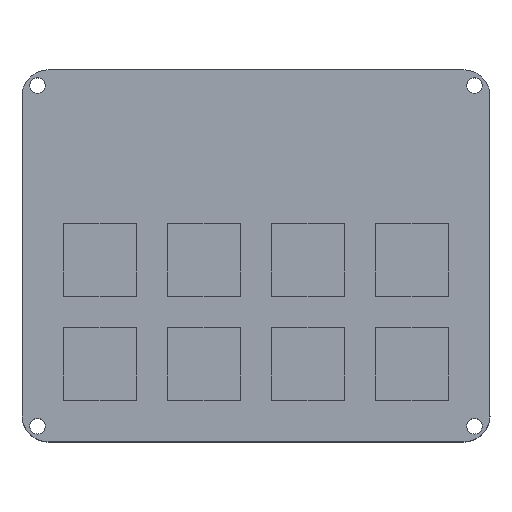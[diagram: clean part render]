
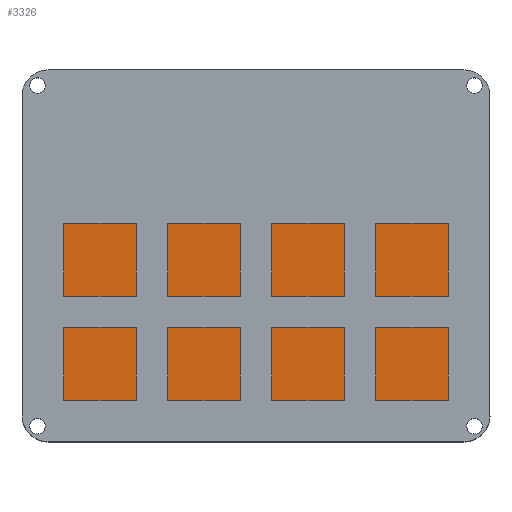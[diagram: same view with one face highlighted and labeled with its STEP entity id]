
A CAD part, top view. The second image highlights one B-rep face of the part: STEP entity #3326.
In plain terms, the highlighted planar face has unit normal (0, 0, 1).
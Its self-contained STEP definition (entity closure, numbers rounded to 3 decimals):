
#371=FACE_OUTER_BOUND('',#561,.T.);
#561=EDGE_LOOP('',(#2796,#2797,#2798,#2799));
#840=LINE('',#5683,#1190);
#853=LINE('',#5718,#1203);
#864=LINE('',#5737,#1214);
#865=LINE('',#5739,#1215);
#1190=VECTOR('',#3902,10.);
#1203=VECTOR('',#3927,10.);
#1214=VECTOR('',#3946,10.);
#1215=VECTOR('',#3949,10.);
#1550=VERTEX_POINT('',#5680);
#1551=VERTEX_POINT('',#5682);
#1566=VERTEX_POINT('',#5716);
#1567=VERTEX_POINT('',#5717);
#1970=EDGE_CURVE('',#1551,#1550,#840,.T.);
#1987=EDGE_CURVE('',#1566,#1567,#853,.T.);
#1998=EDGE_CURVE('',#1550,#1566,#864,.T.);
#1999=EDGE_CURVE('',#1567,#1551,#865,.T.);
#2796=ORIENTED_EDGE('',*,*,#1987,.T.);
#2797=ORIENTED_EDGE('',*,*,#1999,.T.);
#2798=ORIENTED_EDGE('',*,*,#1970,.T.);
#2799=ORIENTED_EDGE('',*,*,#1998,.T.);
#3165=PLANE('',#3481);
#3326=ADVANCED_FACE('',(#371),#3165,.F.);
#3481=AXIS2_PLACEMENT_3D('',#5740,#3950,#3951);
#3902=DIRECTION('',(1.,0.,0.));
#3927=DIRECTION('',(-1.,0.,0.));
#3946=DIRECTION('',(0.,1.,0.));
#3949=DIRECTION('',(0.,-1.,0.));
#3950=DIRECTION('center_axis',(0.,0.,-1.));
#3951=DIRECTION('ref_axis',(-1.,0.,0.));
#5680=CARTESIAN_POINT('',(80.1,-0.1,3.));
#5682=CARTESIAN_POINT('',(-0.1,-0.1,3.));
#5683=CARTESIAN_POINT('',(0.,-0.1,3.));
#5716=CARTESIAN_POINT('',(80.1,61.65,3.));
#5717=CARTESIAN_POINT('',(-0.1,61.65,3.));
#5718=CARTESIAN_POINT('',(60.,61.65,3.));
#5737=CARTESIAN_POINT('',(80.1,61.55,3.));
#5739=CARTESIAN_POINT('',(-0.1,0.,3.));
#5740=CARTESIAN_POINT('Origin',(40.,30.775,3.));
